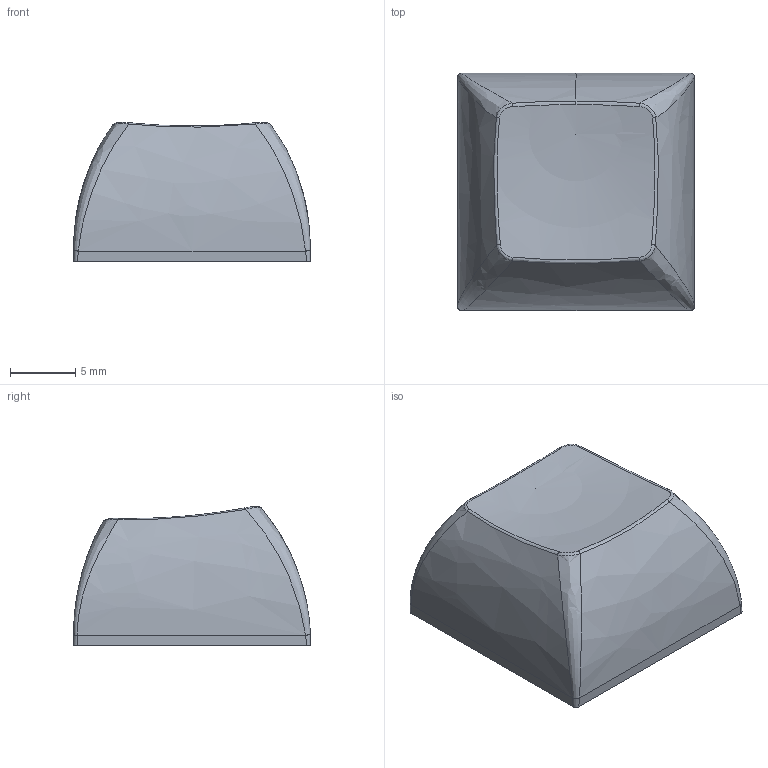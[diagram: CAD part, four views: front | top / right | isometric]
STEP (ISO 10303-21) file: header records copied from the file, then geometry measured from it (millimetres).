
FILE_DESCRIPTION(('FreeCAD Model'),'2;1');
FILE_NAME('Open CASCADE Shape Model','2025-01-04T20:49:59',(''),(''), 'Open CASCADE STEP processor 7.8','FreeCAD','Unknown');
FILE_SCHEMA(('AUTOMOTIVE_DESIGN { 1 0 10303 214 1 1 1 1 }'));
Length unit declared in the file: millimetre
Products named in the file (1): Compound
Bounding box: 18.2 x 18.2 x 10.67 mm (x, y, z)
Volume: 1269.1 mm3; surface area: 1760.3 mm2
Topology: 1 solids, 1 shells, 65 faces, 161 edges, 99 vertices
Faces by surface type: plane 35, bspline 25, cylinder 3, sphere 2
Full cylindrical faces by diameter (mm): 5.2 x1
Entity records: 7834 total; most frequent: CARTESIAN_POINT 5084, DIRECTION 340, ORIENTED_EDGE 318, PCURVE 318, DEFINITIONAL_REPRESENTATION 318, LINE 249, VECTOR 249, B_SPLINE_CURVE_WITH_KNOTS 213
